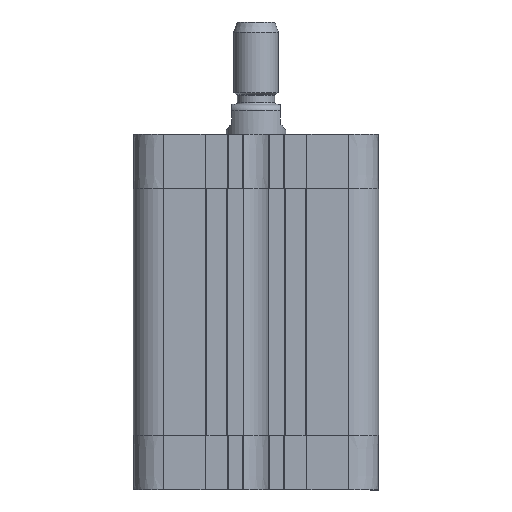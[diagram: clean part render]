
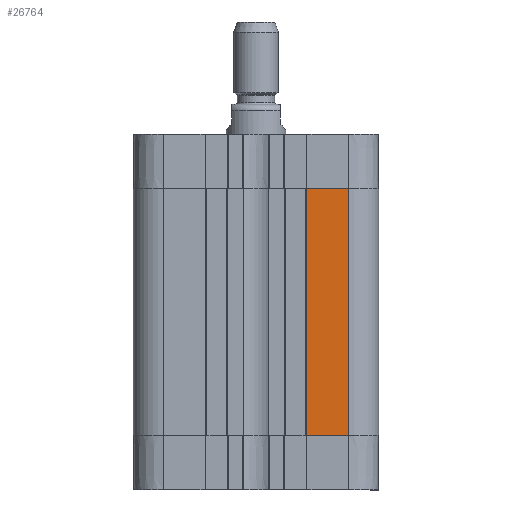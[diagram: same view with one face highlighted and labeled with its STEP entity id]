
A CAD part, front view. The second image highlights one B-rep face of the part: STEP entity #26764.
In plain terms, the highlighted planar face has unit normal (0, -1, 0).
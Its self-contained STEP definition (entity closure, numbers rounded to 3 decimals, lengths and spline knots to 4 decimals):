
#1182=PLANE($,#27774);
#2345=FACE_OUTER_BOUND($,#3914,.T.);
#3914=EDGE_LOOP($,(#21922,#21923,#21924,#21925));
#5813=LINE($,#48855,#7804);
#5841=LINE($,#48933,#7832);
#5894=LINE($,#49104,#7885);
#5896=LINE($,#49107,#7887);
#7804=VECTOR($,#30216,1.125);
#7832=VECTOR($,#30302,1.125);
#7885=VECTOR($,#30455,6.6);
#7887=VECTOR($,#30459,6.6);
#11897=VERTEX_POINT($,#48852);
#11898=VERTEX_POINT($,#48854);
#11918=VERTEX_POINT($,#48930);
#11919=VERTEX_POINT($,#48932);
#15380=EDGE_CURVE($,#11898,#11897,#5813,.T.);
#15419=EDGE_CURVE($,#11919,#11918,#5841,.T.);
#15509=EDGE_CURVE($,#11919,#11897,#5894,.T.);
#15511=EDGE_CURVE($,#11918,#11898,#5896,.T.);
#21922=ORIENTED_EDGE($,*,*,#15509,.F.);
#21923=ORIENTED_EDGE($,*,*,#15419,.T.);
#21924=ORIENTED_EDGE($,*,*,#15511,.T.);
#21925=ORIENTED_EDGE($,*,*,#15380,.T.);
#26764=ADVANCED_FACE($,(#2345),#1182,.T.);
#27774=AXIS2_PLACEMENT_3D($,#49106,#30457,#30458);
#30216=DIRECTION($,(-1.,0.,0.));
#30302=DIRECTION($,(1.,0.,0.));
#30455=DIRECTION($,(0.,0.,1.));
#30457=DIRECTION('center_axis',(0.,-1.,0.));
#30458=DIRECTION('ref_axis',(0.,0.,-1.));
#30459=DIRECTION($,(0.,0.,1.));
#48852=CARTESIAN_POINT('',(1.35,-3.275,8.05));
#48854=CARTESIAN_POINT('',(2.475,-3.275,8.05));
#48855=CARTESIAN_POINT($,(2.475,-3.275,8.05));
#48930=CARTESIAN_POINT('',(2.475,-3.275,1.45));
#48932=CARTESIAN_POINT('',(1.35,-3.275,1.45));
#48933=CARTESIAN_POINT($,(1.35,-3.275,1.45));
#49104=CARTESIAN_POINT($,(1.35,-3.275,1.45));
#49106=CARTESIAN_POINT('Origin',(2.475,-3.275,1.45));
#49107=CARTESIAN_POINT($,(2.475,-3.275,1.45));
